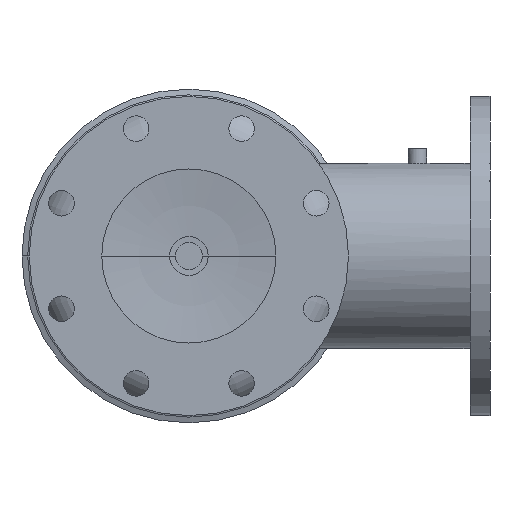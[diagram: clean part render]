
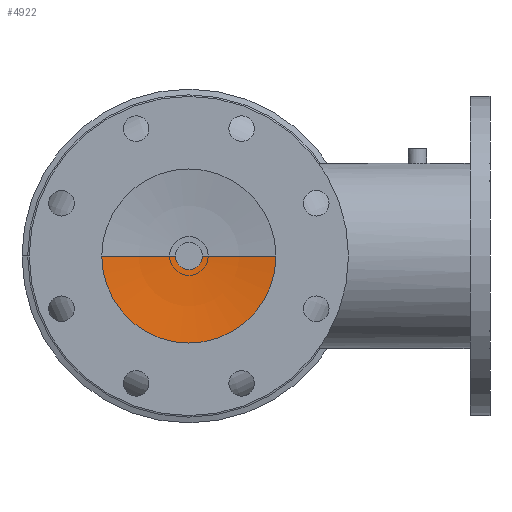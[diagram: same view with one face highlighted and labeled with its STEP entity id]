
A CAD part, front view. The second image highlights one B-rep face of the part: STEP entity #4922.
In plain terms, the highlighted toroidal (fillet/blend) face has major radius 0.201 mm and minor radius 503 mm.
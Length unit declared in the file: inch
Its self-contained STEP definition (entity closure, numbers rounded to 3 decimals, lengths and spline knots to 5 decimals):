
#18 = AXIS2_PLACEMENT_3D ( 'NONE', #5744, #1515, #4859 ) ;
#290 = ORIENTED_EDGE ( 'NONE', *, *, #5358, .T. ) ;
#368 = CARTESIAN_POINT ( 'NONE',  ( -0.0079, 22.82014, 0. ) ) ;
#379 = TOROIDAL_SURFACE ( 'NONE', #18, 0.0079, 19.80315 ) ;
#554 = CIRCLE ( 'NONE', #5917, 19.80315 ) ;
#655 = AXIS2_PLACEMENT_3D ( 'NONE', #1811, #1364, #3649 ) ;
#747 = CARTESIAN_POINT ( 'NONE',  ( 0.46815, 42.61794, 0. ) ) ;
#820 = DIRECTION ( 'NONE',  ( 0., 0., 1. ) ) ;
#979 = FACE_OUTER_BOUND ( 'NONE', #3252, .T. ) ;
#1269 = DIRECTION ( 'NONE',  ( 1., 0., 0. ) ) ;
#1364 = DIRECTION ( 'NONE',  ( 0., -1., 0. ) ) ;
#1515 = DIRECTION ( 'NONE',  ( 0., -1., 0. ) ) ;
#1741 = EDGE_CURVE ( 'NONE', #3491, #2095, #3123, .T. ) ;
#1743 = CARTESIAN_POINT ( 'NONE',  ( 0.0079, 22.82014, 0. ) ) ;
#1788 = DIRECTION ( 'NONE',  ( 0., 0., -1. ) ) ;
#1811 = CARTESIAN_POINT ( 'NONE',  ( 0., 42.61794, 0. ) ) ;
#1846 = CARTESIAN_POINT ( 'NONE',  ( -4.23247, 42.16743, 0. ) ) ;
#1925 = DIRECTION ( 'NONE',  ( 1., 0., 0. ) ) ;
#2095 = VERTEX_POINT ( 'NONE', #1846 ) ;
#2423 = DIRECTION ( 'NONE',  ( 0., -1., 0. ) ) ;
#2722 = ORIENTED_EDGE ( 'NONE', *, *, #1741, .T. ) ;
#2840 = CARTESIAN_POINT ( 'NONE',  ( 0., 42.16743, 0. ) ) ;
#3123 = CIRCLE ( 'NONE', #5597, 19.80315 ) ;
#3252 = EDGE_LOOP ( 'NONE', ( #3853, #2722, #290, #4637 ) ) ;
#3299 = EDGE_CURVE ( 'NONE', #4852, #5415, #554, .T. ) ;
#3491 = VERTEX_POINT ( 'NONE', #6032 ) ;
#3521 = EDGE_CURVE ( 'NONE', #3491, #4852, #4484, .T. ) ;
#3649 = DIRECTION ( 'NONE',  ( 1., 0., 0. ) ) ;
#3853 = ORIENTED_EDGE ( 'NONE', *, *, #3521, .F. ) ;
#4460 = CIRCLE ( 'NONE', #5844, 4.23247 ) ;
#4484 = CIRCLE ( 'NONE', #655, 0.46815 ) ;
#4637 = ORIENTED_EDGE ( 'NONE', *, *, #3299, .F. ) ;
#4852 = VERTEX_POINT ( 'NONE', #747 ) ;
#4854 = CARTESIAN_POINT ( 'NONE',  ( 4.23247, 42.16743, 0. ) ) ;
#4859 = DIRECTION ( 'NONE',  ( 1., 0., 0. ) ) ;
#4922 = ADVANCED_FACE ( 'NONE', ( #979 ), #379, .F. ) ;
#5358 = EDGE_CURVE ( 'NONE', #2095, #5415, #4460, .T. ) ;
#5415 = VERTEX_POINT ( 'NONE', #4854 ) ;
#5597 = AXIS2_PLACEMENT_3D ( 'NONE', #368, #820, #1269 ) ;
#5744 = CARTESIAN_POINT ( 'NONE',  ( 0., 22.82014, 0. ) ) ;
#5844 = AXIS2_PLACEMENT_3D ( 'NONE', #2840, #2423, #1925 ) ;
#5901 = DIRECTION ( 'NONE',  ( -1., 0., 0. ) ) ;
#5917 = AXIS2_PLACEMENT_3D ( 'NONE', #1743, #1788, #5901 ) ;
#6032 = CARTESIAN_POINT ( 'NONE',  ( -0.46815, 42.61794, 0. ) ) ;
